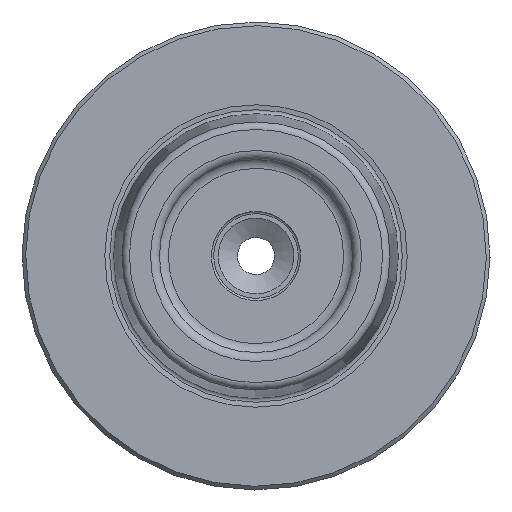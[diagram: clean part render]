
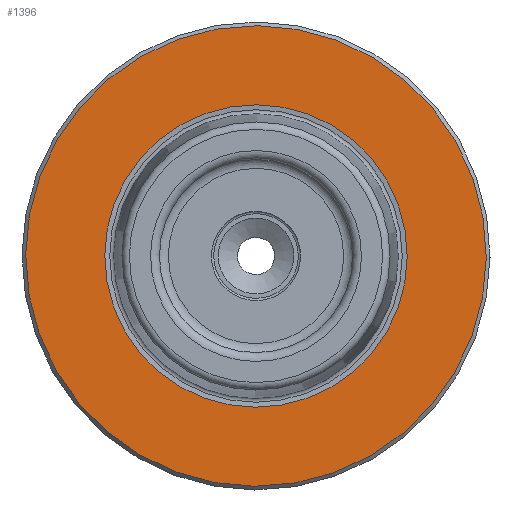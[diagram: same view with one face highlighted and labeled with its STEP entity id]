
A CAD part, left-side view. The second image highlights one B-rep face of the part: STEP entity #1396.
In plain terms, the highlighted planar face has unit normal (-1, 0, 0).
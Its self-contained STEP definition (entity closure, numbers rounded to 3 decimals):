
#186=PLANE('',#1530);
#277=CIRCLE('',#1529,20.358);
#278=CIRCLE('',#1531,31.);
#389=VERTEX_POINT('',#1804);
#390=VERTEX_POINT('',#1808);
#391=VERTEX_POINT('',#1809);
#662=EDGE_CURVE('',#389,#389,#277,.T.);
#663=EDGE_CURVE('',#390,#391,#278,.T.);
#664=EDGE_CURVE('',#391,#390,#278,.T.);
#920=ORIENTED_EDGE('',*,*,#662,.F.);
#921=ORIENTED_EDGE('',*,*,#663,.T.);
#922=ORIENTED_EDGE('',*,*,#664,.T.);
#1206=EDGE_LOOP('',(#920));
#1207=EDGE_LOOP('',(#921,#922));
#1303=FACE_BOUND('',#1206,.T.);
#1304=FACE_BOUND('',#1207,.T.);
#1396=ADVANCED_FACE('',(#1303,#1304),#186,.F.);
#1529=AXIS2_PLACEMENT_3D('',#1805,#2222,#2223);
#1530=AXIS2_PLACEMENT_3D('',#1806,#2224,$);
#1531=AXIS2_PLACEMENT_3D('',#1807,#2225,#2226);
#1804=CARTESIAN_POINT('',(0.,0.,20.358));
#1805=CARTESIAN_POINT('',(0.,0.,0.));
#1806=CARTESIAN_POINT('',(0.,0.,20.358));
#1807=CARTESIAN_POINT('',(0.,0.,0.));
#1808=CARTESIAN_POINT('',(0.,0.,31.));
#1809=CARTESIAN_POINT('',(0.,0.,-31.));
#2222=DIRECTION('',(-1.,0.,0.));
#2223=DIRECTION('',(0.,0.,20.358));
#2224=DIRECTION('',(1.,0.,0.));
#2225=DIRECTION('',(-1.,0.,0.));
#2226=DIRECTION('',(0.,0.,31.));
